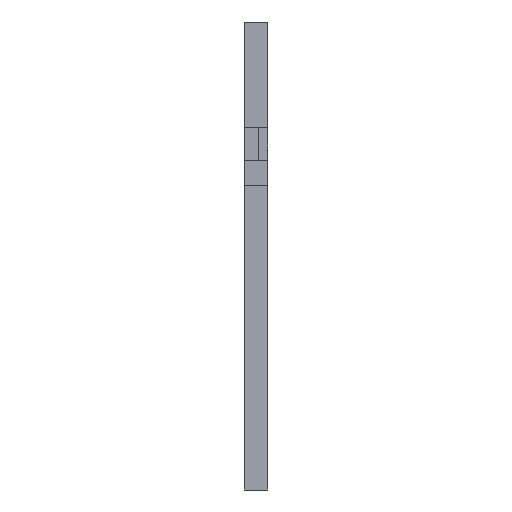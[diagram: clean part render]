
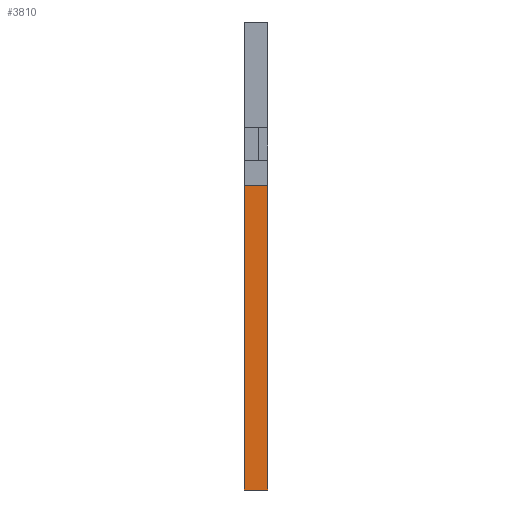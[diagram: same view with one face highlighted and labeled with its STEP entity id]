
A CAD part, left-side view. The second image highlights one B-rep face of the part: STEP entity #3810.
In plain terms, the highlighted planar face has unit normal (-1, 0, 0).
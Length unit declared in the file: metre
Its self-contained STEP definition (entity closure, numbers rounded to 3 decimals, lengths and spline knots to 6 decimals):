
#812=ORIENTED_EDGE('',*,*,#1564,.F.);
#813=ORIENTED_EDGE('',*,*,#1598,.F.);
#814=ORIENTED_EDGE('',*,*,#1424,.T.);
#815=ORIENTED_EDGE('',*,*,#1578,.T.);
#1424=EDGE_CURVE('',#1886,#1885,#2307,.T.);
#1564=EDGE_CURVE('',#1960,#1961,#2436,.T.);
#1578=EDGE_CURVE('',#1885,#1961,#2450,.T.);
#1598=EDGE_CURVE('',#1886,#1960,#2470,.T.);
#1885=VERTEX_POINT('',#5661);
#1886=VERTEX_POINT('',#5663);
#1960=VERTEX_POINT('',#5885);
#1961=VERTEX_POINT('',#5887);
#2307=LINE('',#5662,#2824);
#2436=LINE('',#5886,#2953);
#2450=LINE('',#5911,#2967);
#2470=LINE('',#5957,#2987);
#2824=VECTOR('',#4562,1.);
#2953=VECTOR('',#4731,1.);
#2967=VECTOR('',#4755,1.);
#2987=VECTOR('',#4827,1.);
#3196=EDGE_LOOP('',(#812,#813,#814,#815));
#3459=FACE_BOUND('',#3196,.T.);
#3632=PLANE('',#4012);
#3810=ADVANCED_FACE('',(#3459),#3632,.T.);
#4012=AXIS2_PLACEMENT_3D('',#5958,#4828,#4829);
#4562=DIRECTION('',(0.,0.,-1.));
#4731=DIRECTION('',(0.,0.,-1.));
#4755=DIRECTION('',(0.,-1.,0.));
#4827=DIRECTION('',(0.,-1.,0.));
#4828=DIRECTION('',(-1.,0.,0.));
#4829=DIRECTION('',(0.,0.,1.));
#5661=CARTESIAN_POINT('',(-0.089,0.005,-0.05));
#5662=CARTESIAN_POINT('',(-0.089,0.005,-0.035));
#5663=CARTESIAN_POINT('',(-0.089,0.005,0.015));
#5885=CARTESIAN_POINT('',(-0.089,0.,0.015));
#5886=CARTESIAN_POINT('',(-0.089,0.,-0.035));
#5887=CARTESIAN_POINT('',(-0.089,0.,-0.05));
#5911=CARTESIAN_POINT('',(-0.089,0.0025,-0.05));
#5957=CARTESIAN_POINT('',(-0.089,0.0025,0.015));
#5958=CARTESIAN_POINT('',(-0.089,0.0025,-0.0175));
